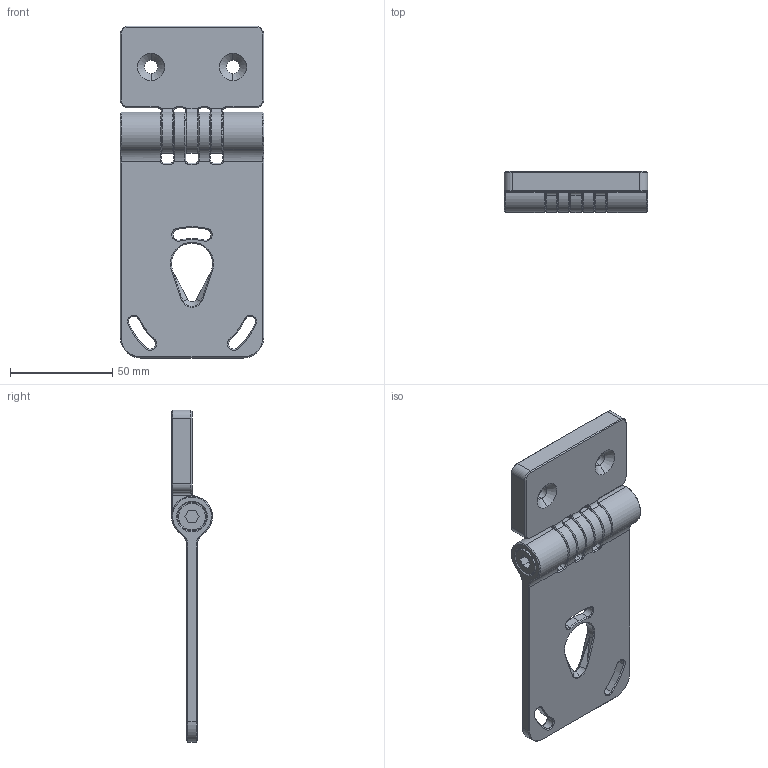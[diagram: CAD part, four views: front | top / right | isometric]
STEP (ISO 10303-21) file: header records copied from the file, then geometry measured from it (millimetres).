
FILE_DESCRIPTION (( 'STEP AP214' ), '1' );
FILE_NAME ('Quick Mount.STEP', '2026-02-11T14:46:51', ( '' ), ( '' ), 'SwSTEP 2.0', 'SolidWorks 2024', '' );
FILE_SCHEMA (( 'AUTOMOTIVE_DESIGN' ));
Length unit declared in the file: millimetre
Products named in the file (1): Quick Mount
Bounding box: 70 x 20 x 162 mm (x, y, z)
Volume: 80336.4 mm3; surface area: 33187.1 mm2
Topology: 2 solids, 2 shells, 322 faces, 758 edges, 445 vertices
Faces by surface type: cone 132, plane 88, cylinder 84, bspline 18
Entity records: 9805 total; most frequent: CARTESIAN_POINT 2348, DIRECTION 1603, ORIENTED_EDGE 1516, EDGE_CURVE 758, AXIS2_PLACEMENT_3D 612, VERTEX_POINT 445, VECTOR 379, LINE 379
